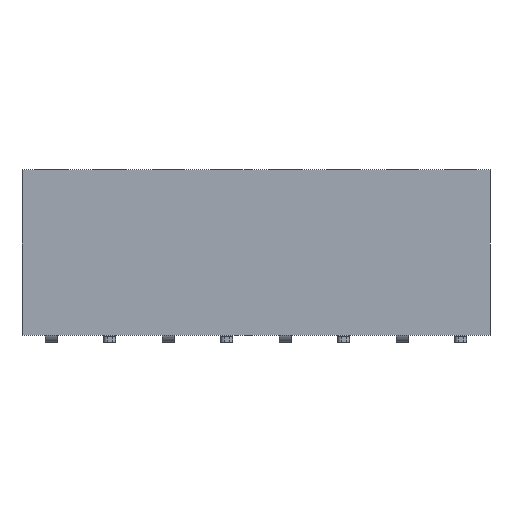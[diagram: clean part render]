
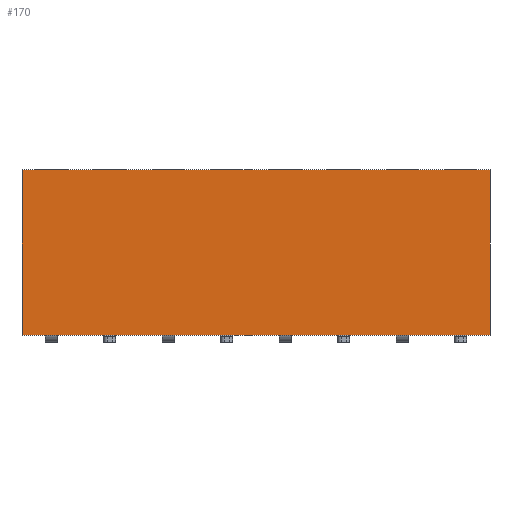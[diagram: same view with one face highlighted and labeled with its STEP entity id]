
A CAD part, front view. The second image highlights one B-rep face of the part: STEP entity #170.
In plain terms, the highlighted planar face has unit normal (0, -1, 0).
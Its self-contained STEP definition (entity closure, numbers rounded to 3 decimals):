
#170=ADVANCED_FACE('',(#544),#374,.T.);
#374=PLANE('',#3979);
#544=FACE_OUTER_BOUND('',#756,.T.);
#756=EDGE_LOOP('',(#1112,#1113,#1114,#1115));
#1112=ORIENTED_EDGE('',*,*,#2569,.T.);
#1113=ORIENTED_EDGE('',*,*,#2565,.T.);
#1114=ORIENTED_EDGE('',*,*,#2570,.F.);
#1115=ORIENTED_EDGE('',*,*,#2571,.T.);
#2194=VERTEX_POINT('',#5559);
#2195=VERTEX_POINT('',#5560);
#2198=VERTEX_POINT('',#5568);
#2199=VERTEX_POINT('',#5570);
#2565=EDGE_CURVE('',#2194,#2195,#3123,.T.);
#2569=EDGE_CURVE('',#2198,#2194,#3127,.T.);
#2570=EDGE_CURVE('',#2199,#2195,#3128,.T.);
#2571=EDGE_CURVE('',#2199,#2198,#3129,.T.);
#3123=LINE('',#5558,#3613);
#3127=LINE('',#5567,#3617);
#3128=LINE('',#5569,#3618);
#3129=LINE('',#5571,#3619);
#3613=VECTOR('',#4412,1.);
#3617=VECTOR('',#4418,1.);
#3618=VECTOR('',#4419,1.);
#3619=VECTOR('',#4420,1.);
#3979=AXIS2_PLACEMENT_3D('',#5572,#4421,#4422);
#4412=DIRECTION('',(-1.,0.,0.));
#4418=DIRECTION('',(0.,0.,1.));
#4419=DIRECTION('',(0.,0.,1.));
#4420=DIRECTION('',(1.,0.,0.));
#4421=DIRECTION('',(0.,-1.,0.));
#4422=DIRECTION('',(0.,0.,-1.));
#5558=CARTESIAN_POINT('',(10.16,0.,7.2));
#5559=CARTESIAN_POINT('',(20.32,0.,7.2));
#5560=CARTESIAN_POINT('',(0.,0.,7.2));
#5567=CARTESIAN_POINT('',(20.32,0.,0.));
#5568=CARTESIAN_POINT('',(20.32,0.,0.));
#5569=CARTESIAN_POINT('',(0.,0.,0.));
#5570=CARTESIAN_POINT('',(0.,0.,0.));
#5571=CARTESIAN_POINT('',(10.16,0.,0.));
#5572=CARTESIAN_POINT('',(10.16,0.,0.));
